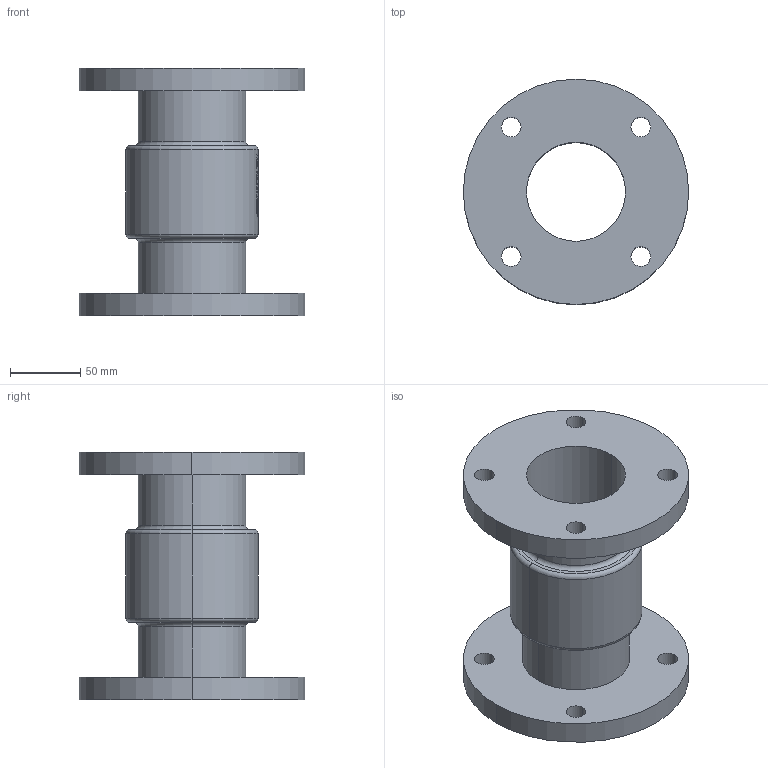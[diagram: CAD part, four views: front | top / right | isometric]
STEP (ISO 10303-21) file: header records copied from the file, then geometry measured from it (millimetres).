
FILE_DESCRIPTION (( 'STEP AP214' ), '1' );
FILE_NAME ('7120000_DN065_PN06_51420207.STEP', '2022-02-11T10:48:58', ( 'axxx' ), ( 'Hewlett-Packard Company' ), 'SwSTEP 2.0', 'SolidWorks 2019', '' );
FILE_SCHEMA (( 'AUTOMOTIVE_DESIGN' ));
Length unit declared in the file: millimetre
Products named in the file (1): 7120000_DN065_PN06_51420207
Bounding box: 160 x 160 x 176 mm (x, y, z)
Volume: 751645.7 mm3; surface area: 165666 mm2
Topology: 1 solids, 1 shells, 523 faces, 1354 edges, 900 vertices
Faces by surface type: plane 240, bspline 226, cylinder 49, torus 8
Entity records: 29078 total; most frequent: CARTESIAN_POINT 17781, ORIENTED_EDGE 2708, DIRECTION 1579, EDGE_CURVE 1354, VERTEX_POINT 900, VECTOR 723, LINE 723, EDGE_LOOP 608
